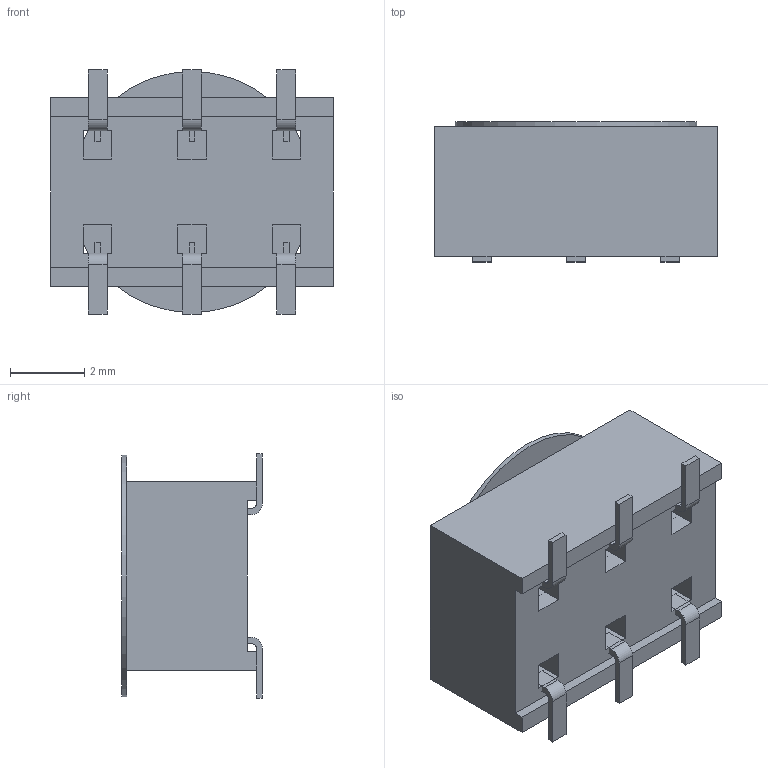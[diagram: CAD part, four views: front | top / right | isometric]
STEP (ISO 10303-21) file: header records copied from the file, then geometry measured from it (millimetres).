
FILE_DESCRIPTION( ( 'STEP AP214' ), '1' );
FILE_NAME( 'HLE-103-02-L-DV-BE-K-TR.stp', '2020-07-04T18:54:21', ( 'License CC BY-ND 4.0' ), ( 'CADENAS' ), ' ', 'PARTsolutions', ' ' );
FILE_SCHEMA( ( 'AUTOMOTIVE_DESIGN { 1 0 10303 214 1 1 1 1 }' ) );
Length unit declared in the file: inch
Products named in the file (4): HLE-103-02-L-DV-BE-K-TR; _HLE-103-02-DV_socket; _C-132-12-03-DV; _K-DOT-0.256-0.375-0.005_polyamide_pick
Assembly tree (3 placements, depth 2):
  HLE-103-02-L-DV-BE-K-TR
    _HLE-103-02-DV_socket
    _C-132-12-03-DV
    _K-DOT-0.256-0.375-0.005_polyamide_pick
Bounding box: 7.62 x 3.78 x 6.58 mm (x, y, z)
Volume: 148.9 mm3; surface area: 455.3 mm2
Topology: 3 solids, 3 shells, 181 faces, 495 edges, 322 vertices
Faces by surface type: plane 168, cylinder 13
Full cylindrical faces by diameter (mm): 6.502 x1
Entity records: 7172 total; most frequent: CARTESIAN_POINT 1001, ORIENTED_EDGE 988, DIRECTION 890, EDGE_CURVE 494, LINE 468, VECTOR 468, VERTEX_POINT 322, EDGE_LOOP 212
